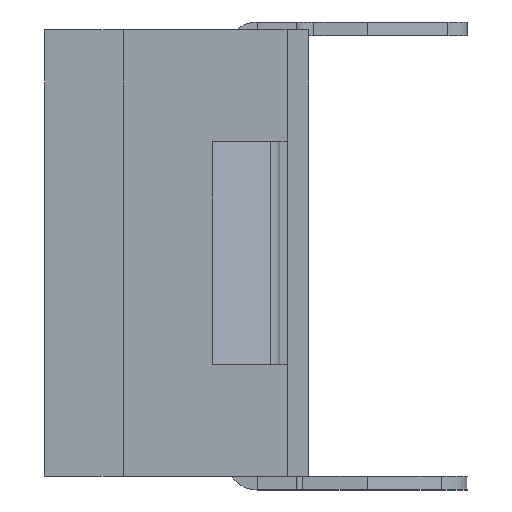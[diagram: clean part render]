
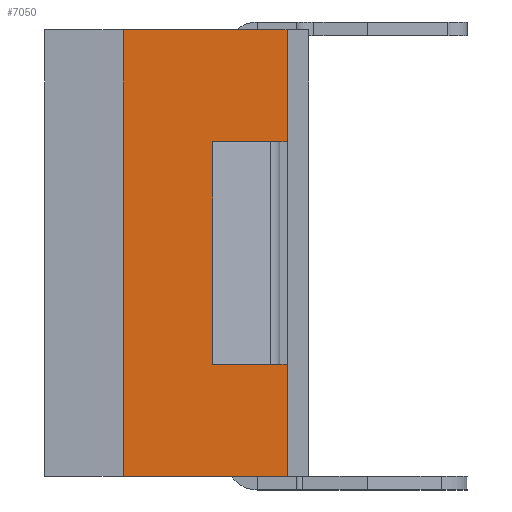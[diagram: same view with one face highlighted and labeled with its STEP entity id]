
A CAD part, left-side view. The second image highlights one B-rep face of the part: STEP entity #7050.
In plain terms, the highlighted planar face has unit normal (-1, 0, 0).
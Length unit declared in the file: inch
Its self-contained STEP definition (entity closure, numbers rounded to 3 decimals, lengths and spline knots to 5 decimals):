
#364 = EDGE_CURVE ( 'NONE', #3371, #2248, #3888, .T. ) ;
#562 = DIRECTION ( 'NONE',  ( 0., 0., 1. ) ) ;
#706 = AXIS2_PLACEMENT_3D ( 'NONE', #1562, #7990, #2472 ) ;
#1052 = CARTESIAN_POINT ( 'NONE',  ( -0.39126, -0.72451, -0.09792 ) ) ;
#1248 = EDGE_CURVE ( 'NONE', #2753, #1258, #7129, .T. ) ;
#1258 = VERTEX_POINT ( 'NONE', #7065 ) ;
#1519 = LINE ( 'NONE', #3191, #11011 ) ;
#1554 = VECTOR ( 'NONE', #4729, 39.37008 ) ;
#1562 = CARTESIAN_POINT ( 'NONE',  ( -0.39126, -0.72451, -0.09792 ) ) ;
#2210 = VERTEX_POINT ( 'NONE', #7798 ) ;
#2248 = VERTEX_POINT ( 'NONE', #9764 ) ;
#2352 = DIRECTION ( 'NONE',  ( 0., -1., 0. ) ) ;
#2434 = CARTESIAN_POINT ( 'NONE',  ( -0.39126, -0.70051, -0.19642 ) ) ;
#2472 = DIRECTION ( 'NONE',  ( 0., 0., -1. ) ) ;
#2483 = VERTEX_POINT ( 'NONE', #5761 ) ;
#2511 = EDGE_CURVE ( 'NONE', #3371, #4932, #4522, .T. ) ;
#2753 = VERTEX_POINT ( 'NONE', #2434 ) ;
#2768 = VECTOR ( 'NONE', #2813, 39.37008 ) ;
#2813 = DIRECTION ( 'NONE',  ( 0., 0., 1. ) ) ;
#3083 = LINE ( 'NONE', #3766, #2768 ) ;
#3191 = CARTESIAN_POINT ( 'NONE',  ( -0.39126, -0.70051, -0.19642 ) ) ;
#3371 = VERTEX_POINT ( 'NONE', #10459 ) ;
#3578 = ORIENTED_EDGE ( 'NONE', *, *, #364, .T. ) ;
#3686 = ORIENTED_EDGE ( 'NONE', *, *, #8240, .T. ) ;
#3766 = CARTESIAN_POINT ( 'NONE',  ( -0.39126, -0.76581, -0.09792 ) ) ;
#3816 = CARTESIAN_POINT ( 'NONE',  ( -0.39126, -0.70051, -0.39242 ) ) ;
#3834 = DIRECTION ( 'NONE',  ( 0., -1., 0. ) ) ;
#3888 = LINE ( 'NONE', #11858, #6032 ) ;
#4105 = DIRECTION ( 'NONE',  ( 0., 0., 1. ) ) ;
#4164 = CARTESIAN_POINT ( 'NONE',  ( -0.39126, -0.62151, -0.49092 ) ) ;
#4377 = ORIENTED_EDGE ( 'NONE', *, *, #1248, .T. ) ;
#4522 = LINE ( 'NONE', #4164, #11595 ) ;
#4729 = DIRECTION ( 'NONE',  ( 0., 1., 0. ) ) ;
#4932 = VERTEX_POINT ( 'NONE', #7116 ) ;
#4984 = CARTESIAN_POINT ( 'NONE',  ( -0.39126, -0.70051, -0.19642 ) ) ;
#5002 = LINE ( 'NONE', #1052, #7150 ) ;
#5078 = EDGE_CURVE ( 'NONE', #2210, #2483, #11344, .T. ) ;
#5123 = ORIENTED_EDGE ( 'NONE', *, *, #10925, .F. ) ;
#5296 = LINE ( 'NONE', #11581, #9903 ) ;
#5761 = CARTESIAN_POINT ( 'NONE',  ( -0.39126, -0.70051, -0.39242 ) ) ;
#6032 = VECTOR ( 'NONE', #9199, 39.37008 ) ;
#6541 = ORIENTED_EDGE ( 'NONE', *, *, #8932, .T. ) ;
#6985 = EDGE_LOOP ( 'NONE', ( #4377, #6541, #5123, #9696, #3578, #8346, #7498, #3686 ) ) ;
#7050 = ADVANCED_FACE ( 'NONE', ( #10522 ), #8874, .F. ) ;
#7065 = CARTESIAN_POINT ( 'NONE',  ( -0.39126, -0.76581, -0.19642 ) ) ;
#7068 = CARTESIAN_POINT ( 'NONE',  ( -0.39126, -0.76581, -0.09792 ) ) ;
#7116 = CARTESIAN_POINT ( 'NONE',  ( -0.39126, -0.62151, -0.09792 ) ) ;
#7129 = LINE ( 'NONE', #4984, #9311 ) ;
#7150 = VECTOR ( 'NONE', #3834, 39.37008 ) ;
#7498 = ORIENTED_EDGE ( 'NONE', *, *, #5078, .T. ) ;
#7798 = CARTESIAN_POINT ( 'NONE',  ( -0.39126, -0.76581, -0.39242 ) ) ;
#7889 = DIRECTION ( 'NONE',  ( 0., 0., 1. ) ) ;
#7990 = DIRECTION ( 'NONE',  ( 1., 0., 0. ) ) ;
#8240 = EDGE_CURVE ( 'NONE', #2483, #2753, #1519, .T. ) ;
#8346 = ORIENTED_EDGE ( 'NONE', *, *, #10553, .T. ) ;
#8874 = PLANE ( 'NONE',  #706 ) ;
#8932 = EDGE_CURVE ( 'NONE', #1258, #11640, #3083, .T. ) ;
#9199 = DIRECTION ( 'NONE',  ( 0., -1., 0. ) ) ;
#9311 = VECTOR ( 'NONE', #2352, 39.37008 ) ;
#9696 = ORIENTED_EDGE ( 'NONE', *, *, #2511, .F. ) ;
#9764 = CARTESIAN_POINT ( 'NONE',  ( -0.39126, -0.76581, -0.49092 ) ) ;
#9903 = VECTOR ( 'NONE', #7889, 39.37008 ) ;
#10459 = CARTESIAN_POINT ( 'NONE',  ( -0.39126, -0.62151, -0.49092 ) ) ;
#10522 = FACE_OUTER_BOUND ( 'NONE', #6985, .T. ) ;
#10553 = EDGE_CURVE ( 'NONE', #2248, #2210, #5296, .T. ) ;
#10925 = EDGE_CURVE ( 'NONE', #4932, #11640, #5002, .T. ) ;
#11011 = VECTOR ( 'NONE', #4105, 39.37008 ) ;
#11344 = LINE ( 'NONE', #3816, #1554 ) ;
#11581 = CARTESIAN_POINT ( 'NONE',  ( -0.39126, -0.76581, -0.09792 ) ) ;
#11595 = VECTOR ( 'NONE', #562, 39.37008 ) ;
#11640 = VERTEX_POINT ( 'NONE', #7068 ) ;
#11858 = CARTESIAN_POINT ( 'NONE',  ( -0.39126, -0.72451, -0.49092 ) ) ;
